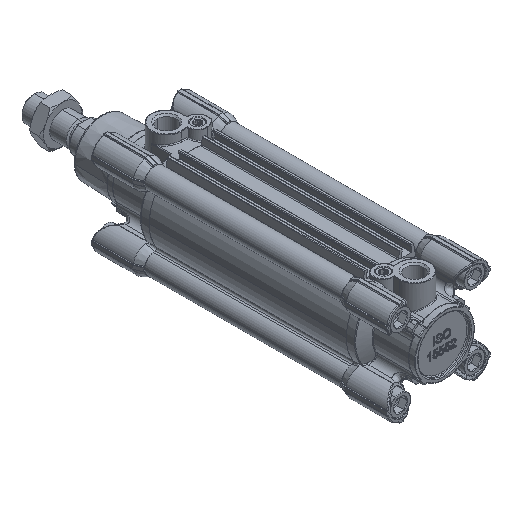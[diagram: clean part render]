
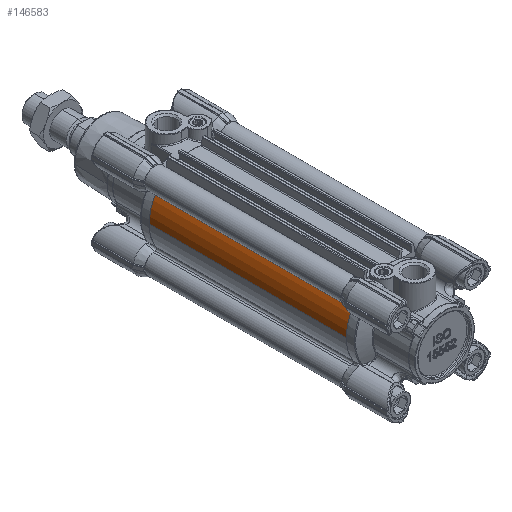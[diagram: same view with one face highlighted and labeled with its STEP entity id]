
A CAD part, isometric view. The second image highlights one B-rep face of the part: STEP entity #146583.
In plain terms, the highlighted cylindrical face has radius 27 mm (diameter 54 mm), a partial arc.
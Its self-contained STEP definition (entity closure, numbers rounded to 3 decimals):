
#93 = VECTOR ( 'NONE', #31375, 1000. ) ;
#3230 = EDGE_CURVE ( 'NONE', #78826, #140338, #90203, .T. ) ;
#10761 = FACE_OUTER_BOUND ( 'NONE', #22671, .T. ) ;
#12163 = EDGE_CURVE ( 'NONE', #50408, #78826, #101620, .T. ) ;
#14649 = AXIS2_PLACEMENT_3D ( 'NONE', #56941, #89610, #100183 ) ;
#14788 = VECTOR ( 'NONE', #124801, 1000. ) ;
#22671 = EDGE_LOOP ( 'NONE', ( #26921, #51491, #49013, #93932 ) ) ;
#23657 = CARTESIAN_POINT ( 'NONE',  ( -22.483, 155., 14.95 ) ) ;
#24651 = AXIS2_PLACEMENT_3D ( 'NONE', #42296, #52144, #88470 ) ;
#26921 = ORIENTED_EDGE ( 'NONE', *, *, #3230, .F. ) ;
#31375 = DIRECTION ( 'NONE',  ( 0., 1., 0. ) ) ;
#33607 = VERTEX_POINT ( 'NONE', #23657 ) ;
#33608 = LINE ( 'NONE', #145423, #93 ) ;
#34854 = CARTESIAN_POINT ( 'NONE',  ( 0., 111., 0. ) ) ;
#42296 = CARTESIAN_POINT ( 'NONE',  ( 0., 155., 0. ) ) ;
#49013 = ORIENTED_EDGE ( 'NONE', *, *, #148500, .T. ) ;
#50408 = VERTEX_POINT ( 'NONE', #57710 ) ;
#51491 = ORIENTED_EDGE ( 'NONE', *, *, #12163, .F. ) ;
#52144 = DIRECTION ( 'NONE',  ( 0., -1., 0. ) ) ;
#56941 = CARTESIAN_POINT ( 'NONE',  ( 0., 31., 0. ) ) ;
#57710 = CARTESIAN_POINT ( 'NONE',  ( -22.483, 31., 14.95 ) ) ;
#59737 = EDGE_CURVE ( 'NONE', #33607, #140338, #89901, .T. ) ;
#66823 = CARTESIAN_POINT ( 'NONE',  ( -27., 155., 0. ) ) ;
#70391 = DIRECTION ( 'NONE',  ( -1., 0., 0. ) ) ;
#78826 = VERTEX_POINT ( 'NONE', #118758 ) ;
#88470 = DIRECTION ( 'NONE',  ( 1., 0., 0. ) ) ;
#89610 = DIRECTION ( 'NONE',  ( 0., -1., 0. ) ) ;
#89901 = CIRCLE ( 'NONE', #24651, 27. ) ;
#90203 = LINE ( 'NONE', #136134, #14788 ) ;
#93932 = ORIENTED_EDGE ( 'NONE', *, *, #59737, .T. ) ;
#100183 = DIRECTION ( 'NONE',  ( 1., 0., 0. ) ) ;
#101620 = CIRCLE ( 'NONE', #14649, 27. ) ;
#102975 = CYLINDRICAL_SURFACE ( 'NONE', #125143, 27. ) ;
#118758 = CARTESIAN_POINT ( 'NONE',  ( -27., 31., 0. ) ) ;
#124801 = DIRECTION ( 'NONE',  ( 0., 1., 0. ) ) ;
#125143 = AXIS2_PLACEMENT_3D ( 'NONE', #34854, #137585, #70391 ) ;
#136134 = CARTESIAN_POINT ( 'NONE',  ( -27., 111., 0. ) ) ;
#137585 = DIRECTION ( 'NONE',  ( 0., 1., 0. ) ) ;
#140338 = VERTEX_POINT ( 'NONE', #66823 ) ;
#145423 = CARTESIAN_POINT ( 'NONE',  ( -22.483, 111., 14.95 ) ) ;
#146583 = ADVANCED_FACE ( 'NONE', ( #10761 ), #102975, .T. ) ;
#148500 = EDGE_CURVE ( 'NONE', #50408, #33607, #33608, .T. ) ;
